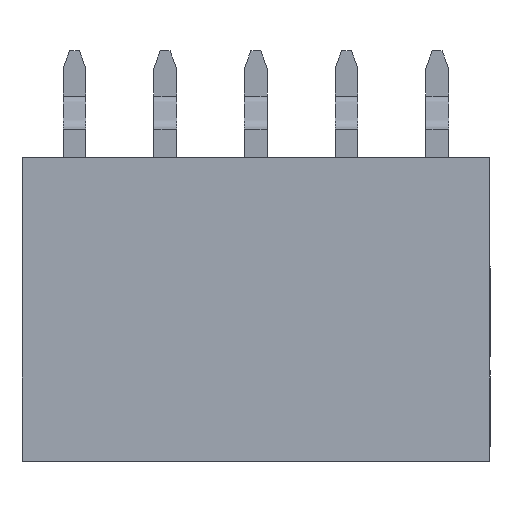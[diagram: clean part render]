
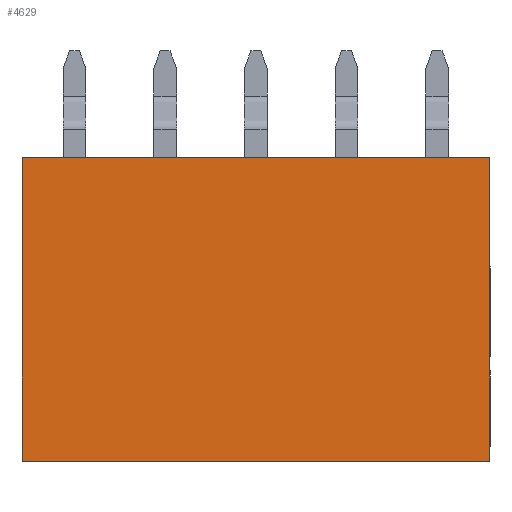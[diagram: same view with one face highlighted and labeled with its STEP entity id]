
A CAD part, top view. The second image highlights one B-rep face of the part: STEP entity #4629.
In plain terms, the highlighted planar face has unit normal (0, 0, 1).
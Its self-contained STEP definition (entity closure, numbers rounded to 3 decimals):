
#115 = VERTEX_POINT ( 'NONE', #9582 ) ;
#1118 = EDGE_CURVE ( 'NONE', #115, #12406, #11789, .T. ) ;
#1292 = DIRECTION ( 'NONE',  ( 0., 0., -1. ) ) ;
#1805 = VECTOR ( 'NONE', #7777, 1000. ) ;
#1840 = DIRECTION ( 'NONE',  ( -1., 0., 0. ) ) ;
#2028 = VECTOR ( 'NONE', #2781, 1000. ) ;
#2781 = DIRECTION ( 'NONE',  ( 0., 1., 0. ) ) ;
#3560 = ORIENTED_EDGE ( 'NONE', *, *, #6239, .T. ) ;
#4149 = CARTESIAN_POINT ( 'NONE',  ( -6.55, -7.85, 3.45 ) ) ;
#4396 = CARTESIAN_POINT ( 'NONE',  ( -6.55, 0.65, 3.45 ) ) ;
#4533 = VERTEX_POINT ( 'NONE', #14077 ) ;
#4629 = ADVANCED_FACE ( 'NONE', ( #9370 ), #12832, .F. ) ;
#5461 = DIRECTION ( 'NONE',  ( 0., 1., 0. ) ) ;
#5465 = LINE ( 'NONE', #10662, #14571 ) ;
#5555 = CARTESIAN_POINT ( 'NONE',  ( 6.55, 0.65, 3.45 ) ) ;
#5853 = ORIENTED_EDGE ( 'NONE', *, *, #1118, .F. ) ;
#6239 = EDGE_CURVE ( 'NONE', #4533, #7093, #12763, .T. ) ;
#6911 = DIRECTION ( 'NONE',  ( -1., 0., 0. ) ) ;
#7093 = VERTEX_POINT ( 'NONE', #5555 ) ;
#7113 = CARTESIAN_POINT ( 'NONE',  ( -6.55, 0.65, 3.45 ) ) ;
#7126 = LINE ( 'NONE', #4396, #7150 ) ;
#7150 = VECTOR ( 'NONE', #1840, 1000. ) ;
#7777 = DIRECTION ( 'NONE',  ( 0., 1., 0. ) ) ;
#9370 = FACE_OUTER_BOUND ( 'NONE', #12655, .T. ) ;
#9582 = CARTESIAN_POINT ( 'NONE',  ( -6.55, -7.85, 3.45 ) ) ;
#10662 = CARTESIAN_POINT ( 'NONE',  ( -6.55, -7.85, 3.45 ) ) ;
#10752 = AXIS2_PLACEMENT_3D ( 'NONE', #13173, #1292, #5461 ) ;
#11789 = LINE ( 'NONE', #4149, #2028 ) ;
#12406 = VERTEX_POINT ( 'NONE', #7113 ) ;
#12655 = EDGE_LOOP ( 'NONE', ( #15971, #5853, #13866, #3560 ) ) ;
#12763 = LINE ( 'NONE', #12844, #1805 ) ;
#12832 = PLANE ( 'NONE',  #10752 ) ;
#12844 = CARTESIAN_POINT ( 'NONE',  ( 6.55, -7.85, 3.45 ) ) ;
#13173 = CARTESIAN_POINT ( 'NONE',  ( -6.55, -7.85, 3.45 ) ) ;
#13673 = EDGE_CURVE ( 'NONE', #4533, #115, #5465, .T. ) ;
#13866 = ORIENTED_EDGE ( 'NONE', *, *, #13673, .F. ) ;
#14077 = CARTESIAN_POINT ( 'NONE',  ( 6.55, -7.85, 3.45 ) ) ;
#14571 = VECTOR ( 'NONE', #6911, 1000. ) ;
#15971 = ORIENTED_EDGE ( 'NONE', *, *, #16501, .T. ) ;
#16501 = EDGE_CURVE ( 'NONE', #7093, #12406, #7126, .T. ) ;
